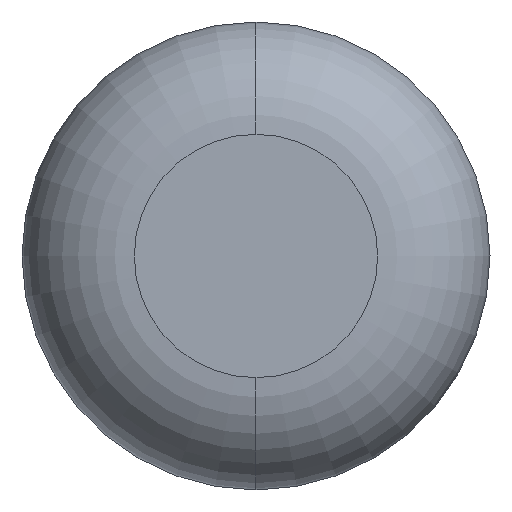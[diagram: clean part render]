
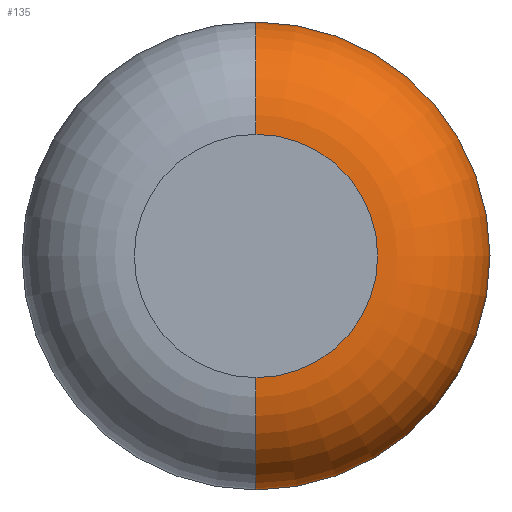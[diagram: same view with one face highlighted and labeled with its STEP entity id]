
A CAD part, front view. The second image highlights one B-rep face of the part: STEP entity #135.
In plain terms, the highlighted toroidal (fillet/blend) face has major radius 0.826 mm and minor radius 0.762 mm.
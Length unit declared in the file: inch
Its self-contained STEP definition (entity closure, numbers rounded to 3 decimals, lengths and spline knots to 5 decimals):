
#20 = CARTESIAN_POINT ( 'NONE',  ( 0., 0.03, -0.0325 ) ) ;
#25 = DIRECTION ( 'NONE',  ( 0., 0., -1. ) ) ;
#33 = DIRECTION ( 'NONE',  ( 0., 0., -1. ) ) ;
#43 = FACE_OUTER_BOUND ( 'NONE', #433, .T. ) ;
#44 = VERTEX_POINT ( 'NONE', #196 ) ;
#65 = DIRECTION ( 'NONE',  ( 0., 0., -1. ) ) ;
#68 = EDGE_CURVE ( 'NONE', #509, #253, #190, .T. ) ;
#69 = DIRECTION ( 'NONE',  ( 1., 0., 0. ) ) ;
#74 = EDGE_CURVE ( 'NONE', #537, #44, #386, .T. ) ;
#85 = AXIS2_PLACEMENT_3D ( 'NONE', #20, #348, #134 ) ;
#110 = DIRECTION ( 'NONE',  ( 0., -1., 0. ) ) ;
#131 = ORIENTED_EDGE ( 'NONE', *, *, #74, .F. ) ;
#134 = DIRECTION ( 'NONE',  ( 0., 0., 1. ) ) ;
#135 = ADVANCED_FACE ( 'NONE', ( #43 ), #183, .T. ) ;
#137 = CIRCLE ( 'NONE', #459, 0.03 ) ;
#140 = CARTESIAN_POINT ( 'NONE',  ( 0., 0.03, 0.0625 ) ) ;
#147 = CARTESIAN_POINT ( 'NONE',  ( 0., 0.03, 0.0325 ) ) ;
#163 = DIRECTION ( 'NONE',  ( 0., 0., -1. ) ) ;
#174 = CARTESIAN_POINT ( 'NONE',  ( 0., 0., -0.0325 ) ) ;
#183 = TOROIDAL_SURFACE ( 'NONE', #223, 0.0325, 0.03 ) ;
#190 = CIRCLE ( 'NONE', #230, 0.0625 ) ;
#196 = CARTESIAN_POINT ( 'NONE',  ( 0., 0., 0.0325 ) ) ;
#223 = AXIS2_PLACEMENT_3D ( 'NONE', #516, #333, #163 ) ;
#230 = AXIS2_PLACEMENT_3D ( 'NONE', #544, #110, #25 ) ;
#235 = CARTESIAN_POINT ( 'NONE',  ( 0., 0., 0. ) ) ;
#253 = VERTEX_POINT ( 'NONE', #140 ) ;
#333 = DIRECTION ( 'NONE',  ( 0., -1., 0. ) ) ;
#348 = DIRECTION ( 'NONE',  ( -1., 0., 0. ) ) ;
#352 = AXIS2_PLACEMENT_3D ( 'NONE', #235, #449, #65 ) ;
#386 = CIRCLE ( 'NONE', #352, 0.0325 ) ;
#396 = EDGE_CURVE ( 'NONE', #253, #44, #137, .T. ) ;
#425 = ORIENTED_EDGE ( 'NONE', *, *, #542, .F. ) ;
#433 = EDGE_LOOP ( 'NONE', ( #506, #467, #131, #425 ) ) ;
#436 = CARTESIAN_POINT ( 'NONE',  ( 0., 0.03, -0.0625 ) ) ;
#449 = DIRECTION ( 'NONE',  ( 0., -1., 0. ) ) ;
#459 = AXIS2_PLACEMENT_3D ( 'NONE', #147, #69, #33 ) ;
#467 = ORIENTED_EDGE ( 'NONE', *, *, #396, .T. ) ;
#489 = CIRCLE ( 'NONE', #85, 0.03 ) ;
#506 = ORIENTED_EDGE ( 'NONE', *, *, #68, .T. ) ;
#509 = VERTEX_POINT ( 'NONE', #436 ) ;
#516 = CARTESIAN_POINT ( 'NONE',  ( 0., 0.03, 0. ) ) ;
#537 = VERTEX_POINT ( 'NONE', #174 ) ;
#542 = EDGE_CURVE ( 'NONE', #509, #537, #489, .T. ) ;
#544 = CARTESIAN_POINT ( 'NONE',  ( 0., 0.03, 0. ) ) ;
